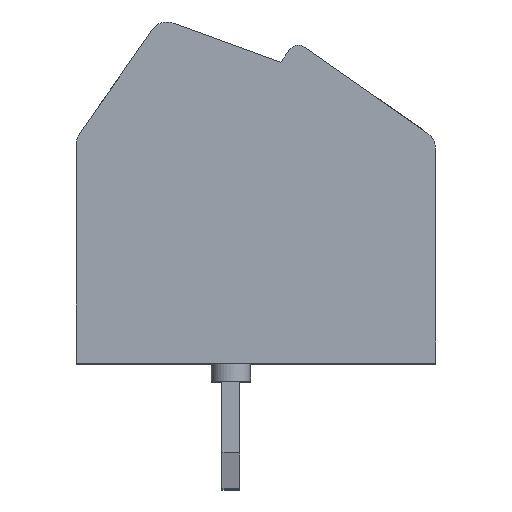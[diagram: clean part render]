
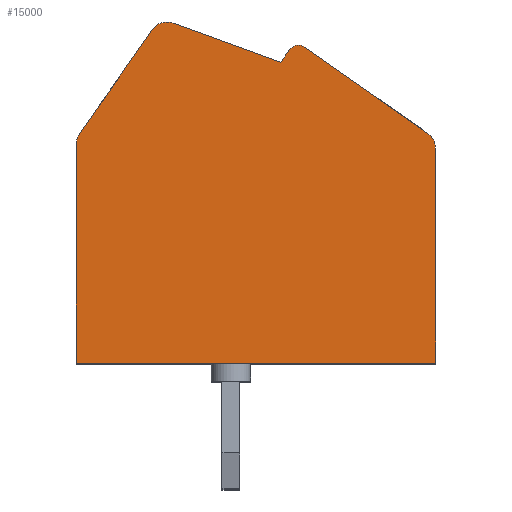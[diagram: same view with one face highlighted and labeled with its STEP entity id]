
A CAD part, top view. The second image highlights one B-rep face of the part: STEP entity #15000.
In plain terms, the highlighted face is planar.
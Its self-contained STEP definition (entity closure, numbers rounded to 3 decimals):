
#12820=CARTESIAN_POINT('',(-30.98,
   22.592,-5.5));
#12830=VERTEX_POINT('',#12820);
#12860=CARTESIAN_POINT('',(-15.161,
   0.,-5.5));
#12870=DIRECTION('',(0.574,-0.819,
   0.));
#12880=VECTOR('',#12870,1.);
#12890=LINE('',#12860,#12880);
#12900=CARTESIAN_POINT('',(-30.736,
   22.244,-5.5));
#12910=VERTEX_POINT('',#12900);
#12920=EDGE_CURVE('',#12830,#12910,#12890,.T.);
#14100=CARTESIAN_POINT('',(0.,0.
   ,-5.5));
#14110=DIRECTION('',(0.,0.,
   1.));
#14120=DIRECTION('',(1.,0.,
   0.));
#14130=AXIS2_PLACEMENT_3D('',#14100,#14110,#14120);
#14140=PLANE('',#14130);
#14150=CARTESIAN_POINT('',(-10.949,
   0.,-5.5));
#14160=DIRECTION('',(0.574,-0.819,
   0.));
#14170=VECTOR('',#14160,1.);
#14180=LINE('',#14150,#14170);
#14190=CARTESIAN_POINT('',(-27.159,
   23.151,-5.5));
#14200=VERTEX_POINT('',#14190);
#14210=CARTESIAN_POINT('',(-25.135,
   20.26,-5.5));
#14220=VERTEX_POINT('',#14210);
#14230=EDGE_CURVE('',#14200,#14220,#14180,.T.);
#14240=ORIENTED_EDGE('',*,*,#14230,.T.);
#14250=CARTESIAN_POINT('',(-27.569,
   22.864,-5.5));
#14260=DIRECTION('',(0.,0.,
   1.));
#14270=DIRECTION('',(1.,0.,
   0.));
#14280=AXIS2_PLACEMENT_3D('',#14250,#14260,#14270);
#14290=CIRCLE('',#14280,0.5);
#14300=CARTESIAN_POINT('',(-27.74,
   23.334,-5.5));
#14310=VERTEX_POINT('',#14300);
#14320=EDGE_CURVE('',#14200,#14310,#14290,.T.);
#14330=ORIENTED_EDGE('',*,*,#14320,.F.);
#14340=CARTESIAN_POINT('',(0.,33.43
   ,-5.5));
#14350=DIRECTION('',(0.94,0.342,
   0.));
#14360=VECTOR('',#14350,1.);
#14370=LINE('',#14340,#14360);
#14380=EDGE_CURVE('',#12910,#14310,#14370,.T.);
#14390=ORIENTED_EDGE('',*,*,#14380,.T.);
#14400=ORIENTED_EDGE('',*,*,#12920,.T.);
#14410=CARTESIAN_POINT('',(-31.226,
   22.42,-5.5));
#14420=DIRECTION('',(0.,0.,
   1.));
#14430=DIRECTION('',(1.,0.,
   0.));
#14440=AXIS2_PLACEMENT_3D('',#14410,#14420,#14430);
#14450=CIRCLE('',#14440,0.3);
#14460=CARTESIAN_POINT('',(-31.398,
   22.666,-5.5));
#14470=VERTEX_POINT('',#14460);
#14480=EDGE_CURVE('',#12830,#14470,#14450,.T.);
#14490=ORIENTED_EDGE('',*,*,#14480,.F.);
#14500=CARTESIAN_POINT('',(0.,44.651
   ,-5.5));
#14510=DIRECTION('',(0.819,0.574,
   0.));
#14520=VECTOR('',#14510,1.);
#14530=LINE('',#14500,#14520);
#14540=CARTESIAN_POINT('',(-34.832,
   20.261,-5.5));
#14550=VERTEX_POINT('',#14540);
#14560=EDGE_CURVE('',#14550,#14470,#14530,.T.);
#14570=ORIENTED_EDGE('',*,*,#14560,.T.);
#14580=CARTESIAN_POINT('',(-34.545,
   19.852,-5.5));
#14590=DIRECTION('',(0.,0.,
   1.));
#14600=DIRECTION('',(1.,0.,
   0.));
#14610=AXIS2_PLACEMENT_3D('',#14580,#14590,#14600);
#14620=CIRCLE('',#14610,0.5);
#14630=CARTESIAN_POINT('',(-35.045,
   19.852,-5.5));
#14640=VERTEX_POINT('',#14630);
#14650=EDGE_CURVE('',#14550,#14640,#14620,.T.);
#14660=ORIENTED_EDGE('',*,*,#14650,.F.);
#14670=CARTESIAN_POINT('',(-35.045,
   0.,-5.5));
#14680=DIRECTION('',(0.,1.,
   0.));
#14690=VECTOR('',#14680,1.);
#14700=LINE('',#14670,#14690);
#14710=CARTESIAN_POINT('',(-35.045,
   13.864,-5.5));
#14720=VERTEX_POINT('',#14710);
#14730=EDGE_CURVE('',#14720,#14640,#14700,.T.);
#14740=ORIENTED_EDGE('',*,*,#14730,.T.);
#14750=CARTESIAN_POINT('',(0.,13.864
   ,-5.5));
#14760=DIRECTION('',(-1.,0.,
   0.));
#14770=VECTOR('',#14760,1.);
#14780=LINE('',#14750,#14770);
#14790=CARTESIAN_POINT('',(-25.045,
   13.864,-5.5));
#14800=VERTEX_POINT('',#14790);
#14810=EDGE_CURVE('',#14800,#14720,#14780,.T.);
#14820=ORIENTED_EDGE('',*,*,#14810,.T.);
#14830=CARTESIAN_POINT('',(-25.045,
   0.,-5.5));
#14840=DIRECTION('',(0.,-1.,
   0.));
#14850=VECTOR('',#14840,1.);
#14860=LINE('',#14830,#14850);
#14870=CARTESIAN_POINT('',(-25.045,
   19.974,-5.5));
#14880=VERTEX_POINT('',#14870);
#14890=EDGE_CURVE('',#14880,#14800,#14860,.T.);
#14900=ORIENTED_EDGE('',*,*,#14890,.T.);
#14910=CARTESIAN_POINT('',(-25.545,
   19.974,-5.5));
#14920=DIRECTION('',(0.,0.,
   1.));
#14930=DIRECTION('',(1.,0.,
   0.));
#14940=AXIS2_PLACEMENT_3D('',#14910,#14920,#14930);
#14950=CIRCLE('',#14940,0.5);
#14960=EDGE_CURVE('',#14880,#14220,#14950,.T.);
#14970=ORIENTED_EDGE('',*,*,#14960,.F.);
#14980=EDGE_LOOP('',(#14970,#14900,#14820,#14740,#14660,#14570,#14490,
   #14400,#14390,#14330,#14240));
#14990=FACE_OUTER_BOUND('',#14980,.T.);
#15000=ADVANCED_FACE('',(#14990),#14140,.F.);
